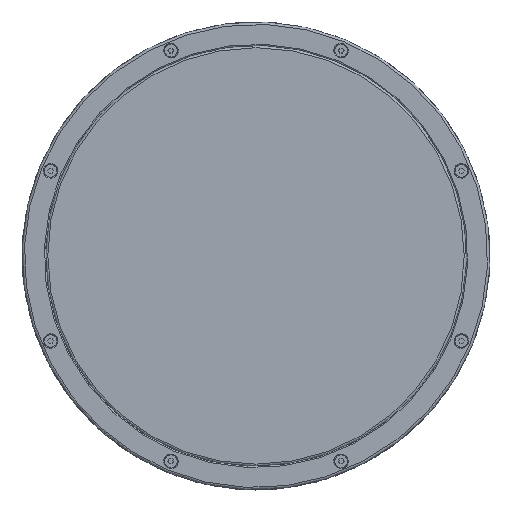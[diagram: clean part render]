
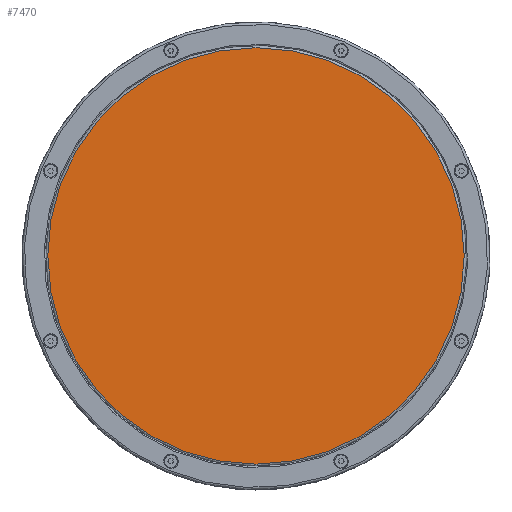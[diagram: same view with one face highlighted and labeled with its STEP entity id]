
A CAD part, top view. The second image highlights one B-rep face of the part: STEP entity #7470.
In plain terms, the highlighted planar face has unit normal (0, 0, 1).
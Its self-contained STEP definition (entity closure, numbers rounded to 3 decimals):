
#1561 = DIRECTION ( 'NONE',  ( 1., 0., 0. ) ) ;
#1586 = AXIS2_PLACEMENT_3D ( 'NONE', #1677, #1595, #1561 ) ;
#1595 = DIRECTION ( 'NONE',  ( 0., 0., 1. ) ) ;
#1677 = CARTESIAN_POINT ( 'NONE',  ( -5.858, 50.022, 12.5 ) ) ;
#1804 = EDGE_CURVE ( 'NONE', #5736, #5736, #5643, .T. ) ;
#2383 = DIRECTION ( 'NONE',  ( 0., 0., 1. ) ) ;
#3054 = ORIENTED_EDGE ( 'NONE', *, *, #1804, .T. ) ;
#4224 = PLANE ( 'NONE',  #8053 ) ;
#5643 = CIRCLE ( 'NONE', #1586, 89. ) ;
#5736 = VERTEX_POINT ( 'NONE', #10272 ) ;
#6545 = FACE_OUTER_BOUND ( 'NONE', #9530, .T. ) ;
#7470 = ADVANCED_FACE ( 'NONE', ( #6545 ), #4224, .T. ) ;
#8035 = CARTESIAN_POINT ( 'NONE',  ( -5.858, 50.022, 12.5 ) ) ;
#8053 = AXIS2_PLACEMENT_3D ( 'NONE', #8035, #2383, #8988 ) ;
#8988 = DIRECTION ( 'NONE',  ( 1., 0., 0. ) ) ;
#9530 = EDGE_LOOP ( 'NONE', ( #3054 ) ) ;
#10272 = CARTESIAN_POINT ( 'NONE',  ( 83.142, 50.022, 12.5 ) ) ;
